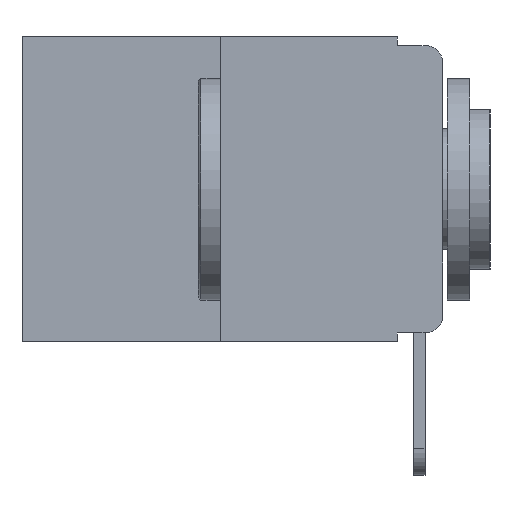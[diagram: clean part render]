
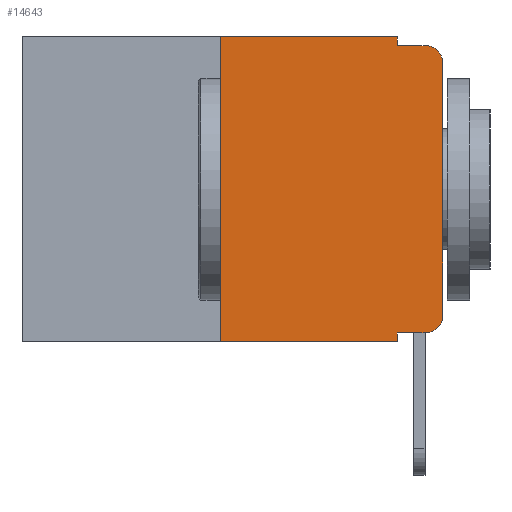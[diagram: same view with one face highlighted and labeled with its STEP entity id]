
A CAD part, left-side view. The second image highlights one B-rep face of the part: STEP entity #14643.
In plain terms, the highlighted planar face has unit normal (-1, 0, 0).
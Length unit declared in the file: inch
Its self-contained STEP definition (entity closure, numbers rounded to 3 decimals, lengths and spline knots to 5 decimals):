
#136 = LINE ( 'NONE', #11584, #13987 ) ;
#167 = VECTOR ( 'NONE', #10109, 39.37008 ) ;
#1046 = CARTESIAN_POINT ( 'NONE',  ( 0., 0.473, 0. ) ) ;
#1252 = CARTESIAN_POINT ( 'NONE',  ( 0., 0.25, 0. ) ) ;
#1267 = DIRECTION ( 'NONE',  ( -1., 0., 0. ) ) ;
#1428 = CIRCLE ( 'NONE', #17052, 0.02 ) ;
#2931 = DIRECTION ( 'NONE',  ( 0., 0., -1. ) ) ;
#3688 = VERTEX_POINT ( 'NONE', #8532 ) ;
#3967 = DIRECTION ( 'NONE',  ( 0., 0., 1. ) ) ;
#4801 = PLANE ( 'NONE',  #22776 ) ;
#4837 = LINE ( 'NONE', #1046, #167 ) ;
#4870 = CARTESIAN_POINT ( 'NONE',  ( 0., 0., -0.03 ) ) ;
#5059 = CARTESIAN_POINT ( 'NONE',  ( 0., 0.051, 0. ) ) ;
#5146 = VECTOR ( 'NONE', #21449, 39.37008 ) ;
#5153 = CARTESIAN_POINT ( 'NONE',  ( 0., 0.25, -0.343 ) ) ;
#5180 = DIRECTION ( 'NONE',  ( 0., 0., -1. ) ) ;
#5805 = CIRCLE ( 'NONE', #7383, 0.02 ) ;
#5958 = EDGE_CURVE ( 'NONE', #23629, #11814, #15250, .T. ) ;
#6472 = ORIENTED_EDGE ( 'NONE', *, *, #17188, .T. ) ;
#7383 = AXIS2_PLACEMENT_3D ( 'NONE', #16206, #1267, #14711 ) ;
#7810 = DIRECTION ( 'NONE',  ( 0., -1., 0. ) ) ;
#7840 = CARTESIAN_POINT ( 'NONE',  ( 0., 0., 0. ) ) ;
#8514 = ORIENTED_EDGE ( 'NONE', *, *, #5958, .T. ) ;
#8532 = CARTESIAN_POINT ( 'NONE',  ( 0., 0.051, 0. ) ) ;
#9056 = DIRECTION ( 'NONE',  ( 0., 0., -1. ) ) ;
#9247 = VECTOR ( 'NONE', #3967, 39.37008 ) ;
#9845 = ORIENTED_EDGE ( 'NONE', *, *, #20995, .F. ) ;
#10109 = DIRECTION ( 'NONE',  ( 0., -1., 0. ) ) ;
#10437 = CARTESIAN_POINT ( 'NONE',  ( 0., 0.473, -0.343 ) ) ;
#10747 = CARTESIAN_POINT ( 'NONE',  ( 0., 0.25, 0. ) ) ;
#10947 = DIRECTION ( 'NONE',  ( -1., 0., 0. ) ) ;
#11043 = EDGE_CURVE ( 'NONE', #21285, #3688, #4837, .T. ) ;
#11584 = CARTESIAN_POINT ( 'NONE',  ( 0., 0.051, -0.01 ) ) ;
#11814 = VERTEX_POINT ( 'NONE', #4870 ) ;
#12591 = LINE ( 'NONE', #5059, #17122 ) ;
#12813 = CARTESIAN_POINT ( 'NONE',  ( 0., 0.051, -0.01 ) ) ;
#13001 = VERTEX_POINT ( 'NONE', #16968 ) ;
#13151 = CARTESIAN_POINT ( 'NONE',  ( 0., 0., -0.313 ) ) ;
#13270 = VERTEX_POINT ( 'NONE', #12813 ) ;
#13530 = VERTEX_POINT ( 'NONE', #21679 ) ;
#13987 = VECTOR ( 'NONE', #7810, 39.37008 ) ;
#14017 = VECTOR ( 'NONE', #22394, 39.37008 ) ;
#14228 = ORIENTED_EDGE ( 'NONE', *, *, #23481, .F. ) ;
#14615 = EDGE_CURVE ( 'NONE', #14995, #22931, #16706, .T. ) ;
#14643 = ADVANCED_FACE ( 'NONE', ( #16586 ), #4801, .F. ) ;
#14711 = DIRECTION ( 'NONE',  ( 0., 0., -1. ) ) ;
#14995 = VERTEX_POINT ( 'NONE', #5153 ) ;
#15250 = LINE ( 'NONE', #7840, #9247 ) ;
#15792 = CARTESIAN_POINT ( 'NONE',  ( 0., 0.051, -0.333 ) ) ;
#15878 = ORIENTED_EDGE ( 'NONE', *, *, #23799, .F. ) ;
#16206 = CARTESIAN_POINT ( 'NONE',  ( 0., 0.02, -0.313 ) ) ;
#16518 = LINE ( 'NONE', #10747, #24428 ) ;
#16586 = FACE_OUTER_BOUND ( 'NONE', #16681, .T. ) ;
#16681 = EDGE_LOOP ( 'NONE', ( #8514, #19875, #9845, #23480, #21771, #14228, #24058, #15878, #16849, #6472 ) ) ;
#16706 = LINE ( 'NONE', #10437, #18747 ) ;
#16849 = ORIENTED_EDGE ( 'NONE', *, *, #20533, .T. ) ;
#16880 = VERTEX_POINT ( 'NONE', #18740 ) ;
#16968 = CARTESIAN_POINT ( 'NONE',  ( 0., 0.051, -0.333 ) ) ;
#17052 = AXIS2_PLACEMENT_3D ( 'NONE', #18223, #10947, #9056 ) ;
#17122 = VECTOR ( 'NONE', #2931, 39.37008 ) ;
#17188 = EDGE_CURVE ( 'NONE', #13530, #23629, #5805, .T. ) ;
#18091 = CARTESIAN_POINT ( 'NONE',  ( 0., 0.473, 0. ) ) ;
#18223 = CARTESIAN_POINT ( 'NONE',  ( 0., 0.02, -0.03 ) ) ;
#18527 = EDGE_CURVE ( 'NONE', #11814, #16880, #1428, .T. ) ;
#18740 = CARTESIAN_POINT ( 'NONE',  ( 0., 0.02, -0.01 ) ) ;
#18747 = VECTOR ( 'NONE', #20222, 39.37008 ) ;
#19563 = CARTESIAN_POINT ( 'NONE',  ( 0., 0.051, -0.343 ) ) ;
#19783 = EDGE_CURVE ( 'NONE', #3688, #13270, #12591, .T. ) ;
#19875 = ORIENTED_EDGE ( 'NONE', *, *, #18527, .T. ) ;
#20222 = DIRECTION ( 'NONE',  ( 0., -1., 0. ) ) ;
#20401 = DIRECTION ( 'NONE',  ( 0., 0., 1. ) ) ;
#20533 = EDGE_CURVE ( 'NONE', #13001, #13530, #21815, .T. ) ;
#20995 = EDGE_CURVE ( 'NONE', #13270, #16880, #136, .T. ) ;
#21285 = VERTEX_POINT ( 'NONE', #1252 ) ;
#21449 = DIRECTION ( 'NONE',  ( 0., -1., 0. ) ) ;
#21679 = CARTESIAN_POINT ( 'NONE',  ( 0., 0.02, -0.333 ) ) ;
#21771 = ORIENTED_EDGE ( 'NONE', *, *, #11043, .F. ) ;
#21815 = LINE ( 'NONE', #15792, #5146 ) ;
#22259 = LINE ( 'NONE', #23777, #14017 ) ;
#22394 = DIRECTION ( 'NONE',  ( 0., 0., -1. ) ) ;
#22776 = AXIS2_PLACEMENT_3D ( 'NONE', #18091, #24374, #5180 ) ;
#22931 = VERTEX_POINT ( 'NONE', #19563 ) ;
#23480 = ORIENTED_EDGE ( 'NONE', *, *, #19783, .F. ) ;
#23481 = EDGE_CURVE ( 'NONE', #14995, #21285, #16518, .T. ) ;
#23629 = VERTEX_POINT ( 'NONE', #13151 ) ;
#23777 = CARTESIAN_POINT ( 'NONE',  ( 0., 0.051, 0. ) ) ;
#23799 = EDGE_CURVE ( 'NONE', #13001, #22931, #22259, .T. ) ;
#24058 = ORIENTED_EDGE ( 'NONE', *, *, #14615, .T. ) ;
#24374 = DIRECTION ( 'NONE',  ( 1., 0., 0. ) ) ;
#24428 = VECTOR ( 'NONE', #20401, 39.37008 ) ;
